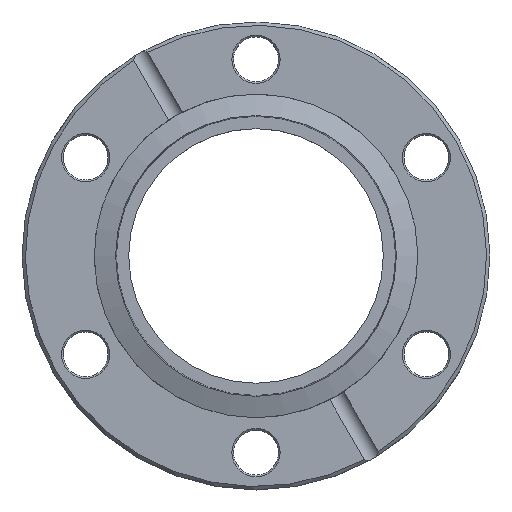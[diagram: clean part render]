
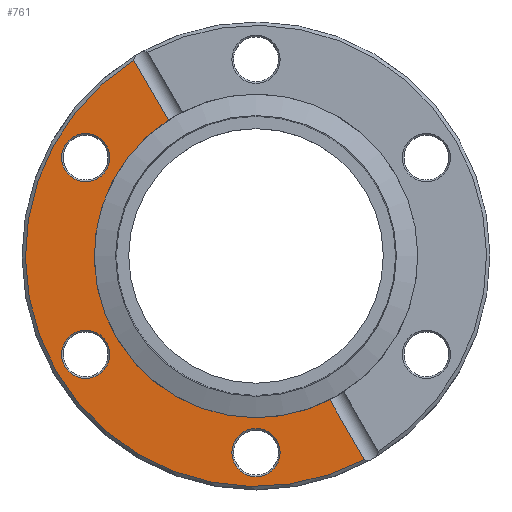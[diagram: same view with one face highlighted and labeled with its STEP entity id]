
A CAD part, top view. The second image highlights one B-rep face of the part: STEP entity #761.
In plain terms, the highlighted planar face has unit normal (0, 0, 1).
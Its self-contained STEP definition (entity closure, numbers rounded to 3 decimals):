
#2 = EDGE_LOOP ( 'NONE', ( #927 ) ) ;
#22 = ORIENTED_EDGE ( 'NONE', *, *, #554, .F. ) ;
#25 = DIRECTION ( 'NONE',  ( 0., 0., -1. ) ) ;
#87 = ORIENTED_EDGE ( 'NONE', *, *, #893, .T. ) ;
#92 = PLANE ( 'NONE',  #307 ) ;
#101 = FACE_BOUND ( 'NONE', #142, .T. ) ;
#111 = EDGE_CURVE ( 'NONE', #728, #728, #817, .T. ) ;
#113 = DIRECTION ( 'NONE',  ( 0., 0., 1. ) ) ;
#115 = AXIS2_PLACEMENT_3D ( 'NONE', #899, #599, #222 ) ;
#116 = CARTESIAN_POINT ( 'NONE',  ( 16.163, -30.395, 6.35 ) ) ;
#122 = CARTESIAN_POINT ( 'NONE',  ( 22.815, -41.917, 6.35 ) ) ;
#142 = EDGE_LOOP ( 'NONE', ( #87 ) ) ;
#189 = CARTESIAN_POINT ( 'NONE',  ( -25.429, -11.081, 6.35 ) ) ;
#199 = LINE ( 'NONE', #122, #326 ) ;
#214 = CARTESIAN_POINT ( 'NONE',  ( 11.023, -21.493, 6.35 ) ) ;
#222 = DIRECTION ( 'NONE',  ( 0., -1., 0. ) ) ;
#233 = CARTESIAN_POINT ( 'NONE',  ( 0., 34.425, 6.35 ) ) ;
#272 = VECTOR ( 'NONE', #645, 1000. ) ;
#273 = CARTESIAN_POINT ( 'NONE',  ( 22.815, -41.917, 6.35 ) ) ;
#307 = AXIS2_PLACEMENT_3D ( 'NONE', #233, #542, #468 ) ;
#308 = AXIS2_PLACEMENT_3D ( 'NONE', #335, #113, #582 ) ;
#310 = AXIS2_PLACEMENT_3D ( 'NONE', #571, #723, #667 ) ;
#321 = EDGE_LOOP ( 'NONE', ( #383, #705, #22, #854 ) ) ;
#326 = VECTOR ( 'NONE', #734, 1000. ) ;
#335 = CARTESIAN_POINT ( 'NONE',  ( 0., 0., 6.35 ) ) ;
#345 = DIRECTION ( 'NONE',  ( 0., 0., -1. ) ) ;
#351 = LINE ( 'NONE', #273, #272 ) ;
#363 = CARTESIAN_POINT ( 'NONE',  ( -25.429, 18.281, 6.35 ) ) ;
#383 = ORIENTED_EDGE ( 'NONE', *, *, #648, .F. ) ;
#468 = DIRECTION ( 'NONE',  ( 0., 1., 0. ) ) ;
#528 = EDGE_LOOP ( 'NONE', ( #747 ) ) ;
#538 = FACE_BOUND ( 'NONE', #2, .T. ) ;
#542 = DIRECTION ( 'NONE',  ( 0., 0., -1. ) ) ;
#554 = EDGE_CURVE ( 'NONE', #719, #847, #351, .T. ) ;
#571 = CARTESIAN_POINT ( 'NONE',  ( -25.429, -14.681, 6.35 ) ) ;
#576 = CIRCLE ( 'NONE', #308, 24.155 ) ;
#582 = DIRECTION ( 'NONE',  ( 0., -1., 0. ) ) ;
#599 = DIRECTION ( 'NONE',  ( 0., 0., 1. ) ) ;
#618 = VERTEX_POINT ( 'NONE', #880 ) ;
#624 = CARTESIAN_POINT ( 'NONE',  ( 0., -29.362, 6.35 ) ) ;
#645 = DIRECTION ( 'NONE',  ( 0.5, -0.866, 0. ) ) ;
#648 = EDGE_CURVE ( 'NONE', #618, #773, #199, .T. ) ;
#667 = DIRECTION ( 'NONE',  ( 0., 1., 0. ) ) ;
#705 = ORIENTED_EDGE ( 'NONE', *, *, #718, .T. ) ;
#718 = EDGE_CURVE ( 'NONE', #618, #847, #736, .T. ) ;
#719 = VERTEX_POINT ( 'NONE', #214 ) ;
#723 = DIRECTION ( 'NONE',  ( 0., 0., -1. ) ) ;
#728 = VERTEX_POINT ( 'NONE', #189 ) ;
#734 = DIRECTION ( 'NONE',  ( 0.5, -0.866, 0. ) ) ;
#736 = CIRCLE ( 'NONE', #115, 34.425 ) ;
#747 = ORIENTED_EDGE ( 'NONE', *, *, #111, .T. ) ;
#750 = VERTEX_POINT ( 'NONE', #363 ) ;
#761 = ADVANCED_FACE ( 'NONE', ( #101, #928, #538, #937 ), #92, .F. ) ;
#768 = DIRECTION ( 'NONE',  ( 0., 1., 0. ) ) ;
#773 = VERTEX_POINT ( 'NONE', #858 ) ;
#778 = EDGE_CURVE ( 'NONE', #827, #827, #866, .T. ) ;
#789 = AXIS2_PLACEMENT_3D ( 'NONE', #792, #345, #885 ) ;
#792 = CARTESIAN_POINT ( 'NONE',  ( -25.429, 14.681, 6.35 ) ) ;
#817 = CIRCLE ( 'NONE', #310, 3.6 ) ;
#827 = VERTEX_POINT ( 'NONE', #904 ) ;
#847 = VERTEX_POINT ( 'NONE', #116 ) ;
#853 = AXIS2_PLACEMENT_3D ( 'NONE', #624, #25, #768 ) ;
#854 = ORIENTED_EDGE ( 'NONE', *, *, #868, .F. ) ;
#858 = CARTESIAN_POINT ( 'NONE',  ( -13.102, 20.293, 6.35 ) ) ;
#866 = CIRCLE ( 'NONE', #853, 3.6 ) ;
#868 = EDGE_CURVE ( 'NONE', #773, #719, #576, .T. ) ;
#880 = CARTESIAN_POINT ( 'NONE',  ( -18.241, 29.195, 6.35 ) ) ;
#885 = DIRECTION ( 'NONE',  ( 0., 1., 0. ) ) ;
#893 = EDGE_CURVE ( 'NONE', #750, #750, #969, .T. ) ;
#899 = CARTESIAN_POINT ( 'NONE',  ( 0., 0., 6.35 ) ) ;
#904 = CARTESIAN_POINT ( 'NONE',  ( 0., -25.762, 6.35 ) ) ;
#927 = ORIENTED_EDGE ( 'NONE', *, *, #778, .T. ) ;
#928 = FACE_BOUND ( 'NONE', #528, .T. ) ;
#937 = FACE_OUTER_BOUND ( 'NONE', #321, .T. ) ;
#969 = CIRCLE ( 'NONE', #789, 3.6 ) ;
